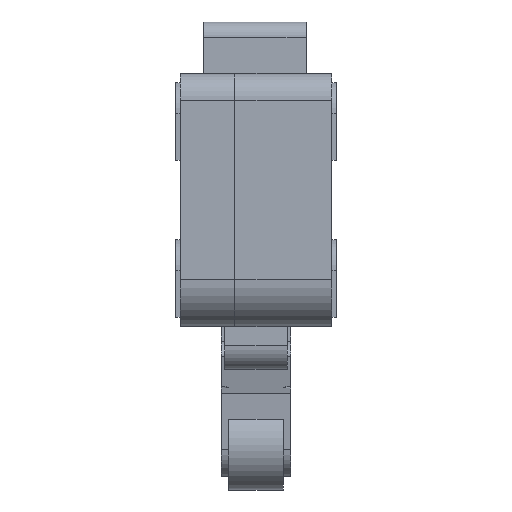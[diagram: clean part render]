
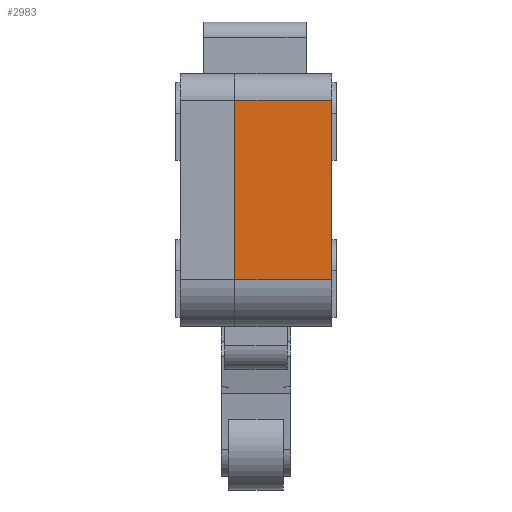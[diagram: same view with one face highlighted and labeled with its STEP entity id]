
A CAD part, left-side view. The second image highlights one B-rep face of the part: STEP entity #2983.
In plain terms, the highlighted planar face has unit normal (-1, 0, 0).
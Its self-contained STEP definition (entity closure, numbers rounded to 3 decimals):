
#268 = EDGE_CURVE ( 'NONE', #5148, #4752, #3054, .T. ) ;
#567 = EDGE_LOOP ( 'NONE', ( #6173, #4840, #1391, #2993 ) ) ;
#592 = DIRECTION ( 'NONE',  ( 0., 0., 1. ) ) ;
#617 = CARTESIAN_POINT ( 'NONE',  ( 0., 6.24, -13.3 ) ) ;
#860 = PLANE ( 'NONE',  #5120 ) ;
#992 = EDGE_CURVE ( 'NONE', #9832, #4503, #1174, .T. ) ;
#1128 = FACE_OUTER_BOUND ( 'NONE', #567, .T. ) ;
#1174 = LINE ( 'NONE', #7414, #9079 ) ;
#1391 = ORIENTED_EDGE ( 'NONE', *, *, #6573, .T. ) ;
#1421 = LINE ( 'NONE', #617, #5351 ) ;
#1575 = CARTESIAN_POINT ( 'NONE',  ( 0., 9.75, -1.75 ) ) ;
#1682 = DIRECTION ( 'NONE',  ( 0., 1., 0. ) ) ;
#2739 = LINE ( 'NONE', #5855, #7299 ) ;
#2983 = ADVANCED_FACE ( 'NONE', ( #1128 ), #860, .F. ) ;
#2993 = ORIENTED_EDGE ( 'NONE', *, *, #268, .T. ) ;
#3054 = LINE ( 'NONE', #1575, #7401 ) ;
#3687 = DIRECTION ( 'NONE',  ( 0., -1., 0. ) ) ;
#3862 = DIRECTION ( 'NONE',  ( 0., 0., -1. ) ) ;
#3967 = CARTESIAN_POINT ( 'NONE',  ( 0., 9.75, 0. ) ) ;
#4204 = CARTESIAN_POINT ( 'NONE',  ( 0., 6.24, -13.3 ) ) ;
#4503 = VERTEX_POINT ( 'NONE', #7557 ) ;
#4675 = DIRECTION ( 'NONE',  ( 1., 0., 0. ) ) ;
#4752 = VERTEX_POINT ( 'NONE', #9429 ) ;
#4840 = ORIENTED_EDGE ( 'NONE', *, *, #992, .T. ) ;
#5120 = AXIS2_PLACEMENT_3D ( 'NONE', #3967, #4675, #3862 ) ;
#5148 = VERTEX_POINT ( 'NONE', #5364 ) ;
#5351 = VECTOR ( 'NONE', #6012, 1000. ) ;
#5364 = CARTESIAN_POINT ( 'NONE',  ( 0., 0., -1.75 ) ) ;
#5855 = CARTESIAN_POINT ( 'NONE',  ( 0., 0., 0. ) ) ;
#6012 = DIRECTION ( 'NONE',  ( 0., 0., 1. ) ) ;
#6173 = ORIENTED_EDGE ( 'NONE', *, *, #8194, .F. ) ;
#6573 = EDGE_CURVE ( 'NONE', #4503, #5148, #2739, .T. ) ;
#7299 = VECTOR ( 'NONE', #592, 1000. ) ;
#7401 = VECTOR ( 'NONE', #1682, 1000. ) ;
#7414 = CARTESIAN_POINT ( 'NONE',  ( 0., 9.75, -13.3 ) ) ;
#7557 = CARTESIAN_POINT ( 'NONE',  ( 0., 0., -13.3 ) ) ;
#8194 = EDGE_CURVE ( 'NONE', #9832, #4752, #1421, .T. ) ;
#9079 = VECTOR ( 'NONE', #3687, 1000. ) ;
#9429 = CARTESIAN_POINT ( 'NONE',  ( 0., 6.24, -1.75 ) ) ;
#9832 = VERTEX_POINT ( 'NONE', #4204 ) ;
